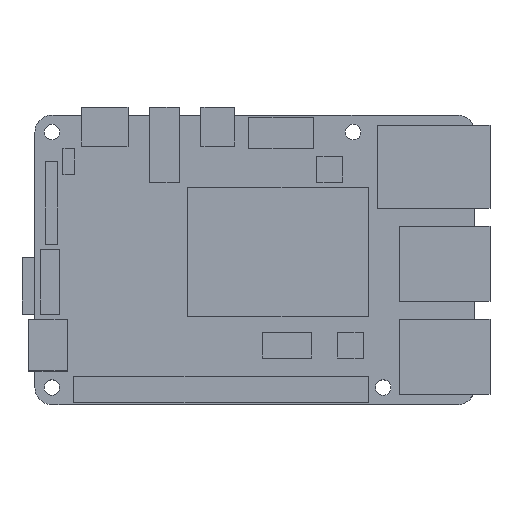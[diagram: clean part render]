
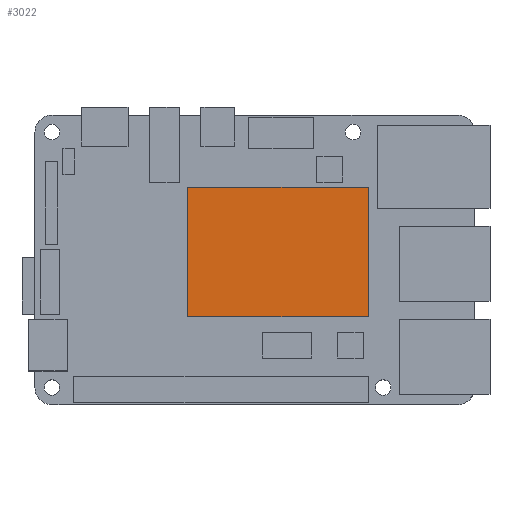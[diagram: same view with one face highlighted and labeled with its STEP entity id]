
A CAD part, top view. The second image highlights one B-rep face of the part: STEP entity #3022.
In plain terms, the highlighted planar face has unit normal (0, 0, 1).
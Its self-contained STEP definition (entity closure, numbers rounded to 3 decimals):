
#64 = VERTEX_POINT ( 'NONE', #1228 ) ;
#131 = VERTEX_POINT ( 'NONE', #2874 ) ;
#237 = VECTOR ( 'NONE', #1928, 1000. ) ;
#249 = VECTOR ( 'NONE', #638, 1000. ) ;
#264 = EDGE_CURVE ( 'NONE', #64, #131, #1689, .T. ) ;
#327 = CARTESIAN_POINT ( 'NONE',  ( 29.5, 17., 13.5 ) ) ;
#405 = CARTESIAN_POINT ( 'NONE',  ( 47., 17., 13.5 ) ) ;
#411 = DIRECTION ( 'NONE',  ( 0., 0., 1. ) ) ;
#584 = VECTOR ( 'NONE', #656, 1000. ) ;
#600 = EDGE_LOOP ( 'NONE', ( #2814, #1389, #2045, #2018 ) ) ;
#638 = DIRECTION ( 'NONE',  ( 0., -1., 0. ) ) ;
#656 = DIRECTION ( 'NONE',  ( 1., 0., 0. ) ) ;
#694 = PLANE ( 'NONE',  #3288 ) ;
#714 = CARTESIAN_POINT ( 'NONE',  ( 43.375, 28.75, 13.5 ) ) ;
#978 = EDGE_CURVE ( 'NONE', #2503, #64, #1891, .T. ) ;
#1121 = CARTESIAN_POINT ( 'NONE',  ( 29.5, 42., 13.5 ) ) ;
#1228 = CARTESIAN_POINT ( 'NONE',  ( 64.5, 42., 13.5 ) ) ;
#1245 = FACE_OUTER_BOUND ( 'NONE', #600, .T. ) ;
#1335 = CARTESIAN_POINT ( 'NONE',  ( 47., 42., 13.5 ) ) ;
#1389 = ORIENTED_EDGE ( 'NONE', *, *, #2207, .T. ) ;
#1529 = EDGE_CURVE ( 'NONE', #1717, #131, #1962, .T. ) ;
#1689 = LINE ( 'NONE', #1985, #2409 ) ;
#1717 = VERTEX_POINT ( 'NONE', #327 ) ;
#1891 = LINE ( 'NONE', #1335, #237 ) ;
#1928 = DIRECTION ( 'NONE',  ( 1., 0., 0. ) ) ;
#1962 = LINE ( 'NONE', #405, #584 ) ;
#1985 = CARTESIAN_POINT ( 'NONE',  ( 64.5, 3., 13.5 ) ) ;
#2018 = ORIENTED_EDGE ( 'NONE', *, *, #264, .F. ) ;
#2045 = ORIENTED_EDGE ( 'NONE', *, *, #1529, .T. ) ;
#2207 = EDGE_CURVE ( 'NONE', #2503, #1717, #3355, .T. ) ;
#2249 = DIRECTION ( 'NONE',  ( 1., 0., 0. ) ) ;
#2409 = VECTOR ( 'NONE', #2998, 1000. ) ;
#2503 = VERTEX_POINT ( 'NONE', #1121 ) ;
#2814 = ORIENTED_EDGE ( 'NONE', *, *, #978, .F. ) ;
#2874 = CARTESIAN_POINT ( 'NONE',  ( 64.5, 17., 13.5 ) ) ;
#2998 = DIRECTION ( 'NONE',  ( 0., -1., 0. ) ) ;
#3022 = ADVANCED_FACE ( 'NONE', ( #1245 ), #694, .T. ) ;
#3271 = CARTESIAN_POINT ( 'NONE',  ( 29.5, 29.5, 13.5 ) ) ;
#3288 = AXIS2_PLACEMENT_3D ( 'NONE', #714, #411, #2249 ) ;
#3355 = LINE ( 'NONE', #3271, #249 ) ;
